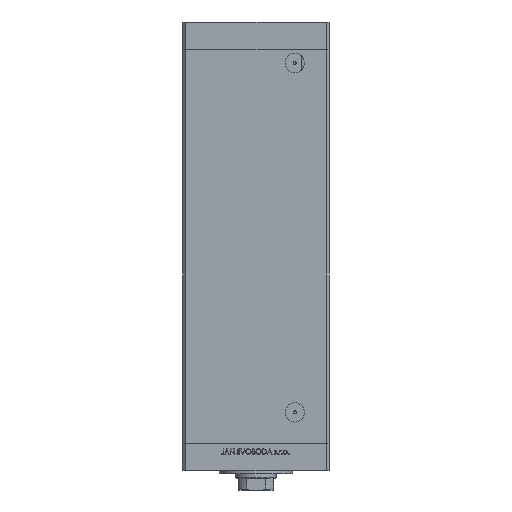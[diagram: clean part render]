
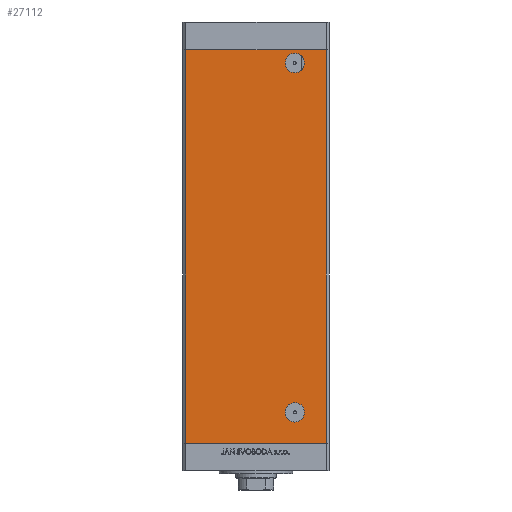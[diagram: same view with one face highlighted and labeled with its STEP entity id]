
A CAD part, front view. The second image highlights one B-rep face of the part: STEP entity #27112.
In plain terms, the highlighted planar face has unit normal (0, -1, 0).
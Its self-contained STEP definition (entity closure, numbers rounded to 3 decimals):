
#1081 = DIRECTION ( 'NONE',  ( 1., 0., 0. ) ) ;
#1261 = EDGE_CURVE ( 'NONE', #35963, #15578, #15791, .T. ) ;
#1483 = CARTESIAN_POINT ( 'NONE',  ( -48., -43.5, 268.5 ) ) ;
#1526 = VECTOR ( 'NONE', #43844, 1000. ) ;
#2006 = CIRCLE ( 'NONE', #27837, 6.58 ) ;
#3191 = VECTOR ( 'NONE', #32608, 1000. ) ;
#3571 = ORIENTED_EDGE ( 'NONE', *, *, #26091, .T. ) ;
#3581 = CARTESIAN_POINT ( 'NONE',  ( -48., -43.5, 268.5 ) ) ;
#4149 = CARTESIAN_POINT ( 'NONE',  ( -48., -43.5, 268.5 ) ) ;
#4608 = CARTESIAN_POINT ( 'NONE',  ( -48., -43.5, 0. ) ) ;
#4914 = ORIENTED_EDGE ( 'NONE', *, *, #31816, .T. ) ;
#4937 = FACE_BOUND ( 'NONE', #29644, .T. ) ;
#5826 = ORIENTED_EDGE ( 'NONE', *, *, #36006, .F. ) ;
#6358 = VERTEX_POINT ( 'NONE', #24076 ) ;
#6571 = CIRCLE ( 'NONE', #31618, 6.58 ) ;
#7655 = DIRECTION ( 'NONE',  ( 0., 1., 0. ) ) ;
#8109 = CARTESIAN_POINT ( 'NONE',  ( 26.5, -43.5, 21. ) ) ;
#8359 = DIRECTION ( 'NONE',  ( 0., 0., -1. ) ) ;
#8480 = DIRECTION ( 'NONE',  ( 0., 0., 1. ) ) ;
#8844 = VERTEX_POINT ( 'NONE', #26309 ) ;
#11900 = VECTOR ( 'NONE', #1081, 1000. ) ;
#11991 = DIRECTION ( 'NONE',  ( 1., 0., 0. ) ) ;
#12545 = PLANE ( 'NONE',  #17381 ) ;
#13697 = CARTESIAN_POINT ( 'NONE',  ( 26.5, -43.5, 27.58 ) ) ;
#14092 = CARTESIAN_POINT ( 'NONE',  ( 26.5, -43.5, 259.5 ) ) ;
#14293 = AXIS2_PLACEMENT_3D ( 'NONE', #38049, #7655, #42103 ) ;
#14730 = VECTOR ( 'NONE', #11991, 1000. ) ;
#15233 = CARTESIAN_POINT ( 'NONE',  ( 26.5, -43.5, 266.08 ) ) ;
#15578 = VERTEX_POINT ( 'NONE', #25650 ) ;
#15791 = LINE ( 'NONE', #4149, #14730 ) ;
#16722 = LINE ( 'NONE', #32178, #1526 ) ;
#17145 = DIRECTION ( 'NONE',  ( 0., 1., 0. ) ) ;
#17381 = AXIS2_PLACEMENT_3D ( 'NONE', #20380, #39894, #8480 ) ;
#18146 = DIRECTION ( 'NONE',  ( 0., 0., -1. ) ) ;
#19651 = ORIENTED_EDGE ( 'NONE', *, *, #30619, .T. ) ;
#20177 = VERTEX_POINT ( 'NONE', #15233 ) ;
#20298 = LINE ( 'NONE', #4608, #11900 ) ;
#20380 = CARTESIAN_POINT ( 'NONE',  ( -48., -43.5, 268.5 ) ) ;
#20446 = VERTEX_POINT ( 'NONE', #13697 ) ;
#21121 = CARTESIAN_POINT ( 'NONE',  ( 26.5, -43.5, 252.92 ) ) ;
#22413 = ORIENTED_EDGE ( 'NONE', *, *, #40739, .F. ) ;
#22536 = ORIENTED_EDGE ( 'NONE', *, *, #38892, .F. ) ;
#24076 = CARTESIAN_POINT ( 'NONE',  ( 48., -43.5, 0. ) ) ;
#24223 = CIRCLE ( 'NONE', #47722, 6.58 ) ;
#24982 = DIRECTION ( 'NONE',  ( 0., 0., -1. ) ) ;
#25650 = CARTESIAN_POINT ( 'NONE',  ( 48., -43.5, 268.5 ) ) ;
#26091 = EDGE_CURVE ( 'NONE', #31509, #20177, #2006, .T. ) ;
#26309 = CARTESIAN_POINT ( 'NONE',  ( 26.5, -43.5, 14.42 ) ) ;
#27112 = ADVANCED_FACE ( 'NONE', ( #4937, #35333, #35840 ), #12545, .F. ) ;
#27837 = AXIS2_PLACEMENT_3D ( 'NONE', #14092, #17145, #24982 ) ;
#28275 = EDGE_LOOP ( 'NONE', ( #3571, #19651 ) ) ;
#29049 = LINE ( 'NONE', #1483, #3191 ) ;
#29550 = CARTESIAN_POINT ( 'NONE',  ( 26.5, -43.5, 21. ) ) ;
#29644 = EDGE_LOOP ( 'NONE', ( #22413, #22536 ) ) ;
#30619 = EDGE_CURVE ( 'NONE', #20177, #31509, #46671, .T. ) ;
#31509 = VERTEX_POINT ( 'NONE', #21121 ) ;
#31618 = AXIS2_PLACEMENT_3D ( 'NONE', #8109, #39014, #8359 ) ;
#31816 = EDGE_CURVE ( 'NONE', #43829, #6358, #20298, .T. ) ;
#32178 = CARTESIAN_POINT ( 'NONE',  ( 48., -43.5, 268.5 ) ) ;
#32608 = DIRECTION ( 'NONE',  ( 0., 0., -1. ) ) ;
#33186 = EDGE_LOOP ( 'NONE', ( #4914, #5826, #40396, #39671 ) ) ;
#35333 = FACE_OUTER_BOUND ( 'NONE', #33186, .T. ) ;
#35840 = FACE_BOUND ( 'NONE', #28275, .T. ) ;
#35963 = VERTEX_POINT ( 'NONE', #3581 ) ;
#36006 = EDGE_CURVE ( 'NONE', #15578, #6358, #16722, .T. ) ;
#38049 = CARTESIAN_POINT ( 'NONE',  ( 26.5, -43.5, 259.5 ) ) ;
#38095 = EDGE_CURVE ( 'NONE', #35963, #43829, #29049, .T. ) ;
#38892 = EDGE_CURVE ( 'NONE', #20446, #8844, #6571, .T. ) ;
#39014 = DIRECTION ( 'NONE',  ( 0., -1., 0. ) ) ;
#39671 = ORIENTED_EDGE ( 'NONE', *, *, #38095, .T. ) ;
#39894 = DIRECTION ( 'NONE',  ( 0., 1., 0. ) ) ;
#40396 = ORIENTED_EDGE ( 'NONE', *, *, #1261, .F. ) ;
#40739 = EDGE_CURVE ( 'NONE', #8844, #20446, #24223, .T. ) ;
#42103 = DIRECTION ( 'NONE',  ( 0., 0., -1. ) ) ;
#43829 = VERTEX_POINT ( 'NONE', #47463 ) ;
#43844 = DIRECTION ( 'NONE',  ( 0., 0., -1. ) ) ;
#45264 = DIRECTION ( 'NONE',  ( 0., -1., 0. ) ) ;
#46671 = CIRCLE ( 'NONE', #14293, 6.58 ) ;
#47463 = CARTESIAN_POINT ( 'NONE',  ( -48., -43.5, 0. ) ) ;
#47722 = AXIS2_PLACEMENT_3D ( 'NONE', #29550, #45264, #18146 ) ;
